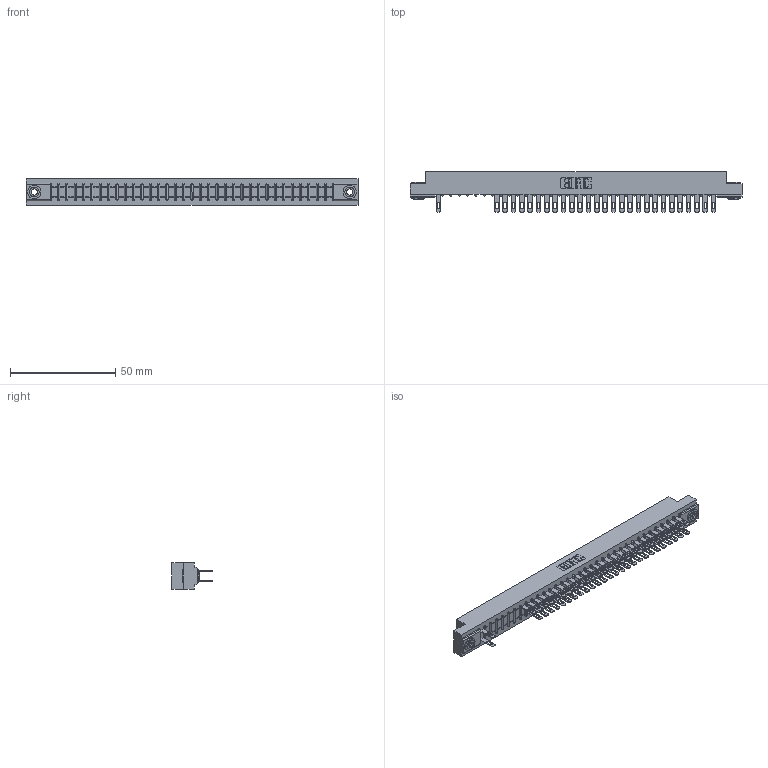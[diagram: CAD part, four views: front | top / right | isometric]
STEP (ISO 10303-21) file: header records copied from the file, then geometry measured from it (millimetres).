
FILE_DESCRIPTION (( 'STEP AP203' ), '1' );
FILE_NAME ('307-068-500-203.STEP', '2018-08-06T11:39:17', ( '' ), ( '' ), 'SwSTEP 2.0', 'SolidWorks 2016', '' );
FILE_SCHEMA (( 'CONFIG_CONTROL_DESIGN' ));
Length unit declared in the file: inch
Products named in the file (4): 307 Part_.156 Dia Mounting Holes; 307-290-001_500; 345-250-002_345-250-002-102; 307-068-500-203
Assembly tree (58 placements, depth 2):
  307-068-500-203
    307 Part_.156 Dia Mounting Holes
    307-290-001_500  x55
    345-250-002_345-250-002-102  x2
Bounding box: 157.73 x 19.18 x 12.7 mm (x, y, z)
Volume: 16707 mm3; surface area: 20301 mm2
Topology: 58 solids, 58 shells, 2865 faces, 8001 edges, 5162 vertices
Faces by surface type: plane 1822, cylinder 965, sphere 70, cone 8
Entity records: 31845 total; most frequent: CARTESIAN_POINT 5246, ORIENTED_EDGE 5202, DIRECTION 5145, EDGE_CURVE 2601, LINE 1983, VECTOR 1983, VERTEX_POINT 1682, AXIS2_PLACEMENT_3D 1581
